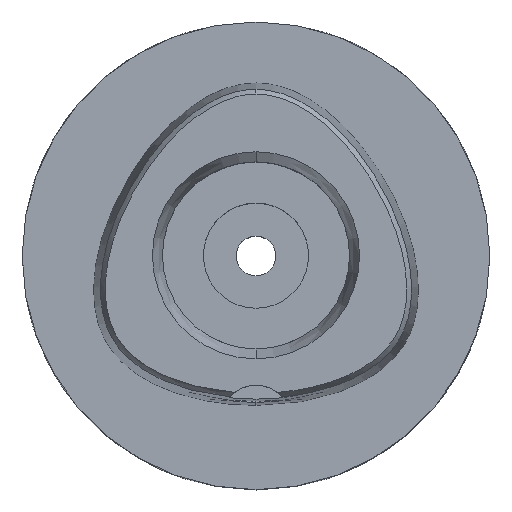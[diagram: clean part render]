
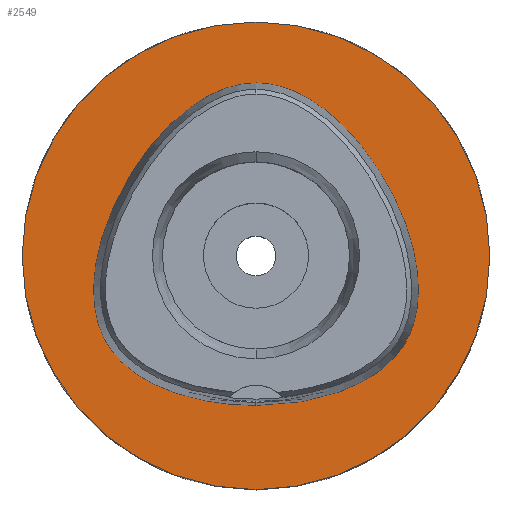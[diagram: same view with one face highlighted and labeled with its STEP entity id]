
A CAD part, top view. The second image highlights one B-rep face of the part: STEP entity #2549.
In plain terms, the highlighted planar face has unit normal (0, 0, 1).
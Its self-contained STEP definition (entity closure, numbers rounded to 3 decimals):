
#292=CARTESIAN_POINT('',(0.,0.,0.));
#293=DIRECTION('',(0.,0.,-1.));
#294=DIRECTION('',(0.,-1.,0.));
#295=AXIS2_PLACEMENT_3D('',#292,#293,#294);
#300=CARTESIAN_POINT('',(0.,0.,0.));
#301=DIRECTION('',(0.,0.,-1.));
#302=DIRECTION('',(0.,1.,0.));
#303=AXIS2_PLACEMENT_3D('',#300,#301,#302);
#308=CARTESIAN_POINT('',(0.,-25.575,0.));
#309=CARTESIAN_POINT('',(1.226,-25.575,0.));
#310=CARTESIAN_POINT('',(3.622,-25.484,
0.));
#311=CARTESIAN_POINT('',(7.094,-25.091,0.));
#312=CARTESIAN_POINT('',(10.293,-24.477,0.));
#313=CARTESIAN_POINT('',(13.168,-23.687,0.));
#314=CARTESIAN_POINT('',(15.697,-22.766,0.));
#315=CARTESIAN_POINT('',(17.889,-21.752,0.));
#316=CARTESIAN_POINT('',(19.771,-20.675,0.));
#317=CARTESIAN_POINT('',(21.375,-19.555,0.));
#318=CARTESIAN_POINT('',(22.734,-18.404,0.));
#319=CARTESIAN_POINT('',(23.882,-17.226,0.));
#320=CARTESIAN_POINT('',(24.838,-16.03,0.));
#321=CARTESIAN_POINT('',(25.634,-14.801,0.));
#322=CARTESIAN_POINT('',(26.301,-13.496,0.));
#323=CARTESIAN_POINT('',(26.86,-12.067,0.));
#324=CARTESIAN_POINT('',(27.305,-10.486,0.));
#325=CARTESIAN_POINT('',(27.622,-8.733,0.));
#326=CARTESIAN_POINT('',(27.791,-6.783,0.));
#327=CARTESIAN_POINT('',(27.782,-4.614,0.));
#328=CARTESIAN_POINT('',(27.564,-2.207,0.));
#329=CARTESIAN_POINT('',(27.096,0.447,0.));
#330=CARTESIAN_POINT('',(26.341,3.333,0.));
#331=CARTESIAN_POINT('',(25.272,6.415,0.));
#332=CARTESIAN_POINT('',(23.878,9.614,0.));
#333=CARTESIAN_POINT('',(22.178,12.827,0.));
#334=CARTESIAN_POINT('',(20.243,15.903,0.));
#335=CARTESIAN_POINT('',(18.169,18.705,0.));
#336=CARTESIAN_POINT('',(16.036,21.169,0.));
#337=CARTESIAN_POINT('',(13.914,23.261,0.));
#338=CARTESIAN_POINT('',(11.852,24.989,0.));
#339=CARTESIAN_POINT('',(9.878,26.378,0.));
#340=CARTESIAN_POINT('',(8.005,27.467,0.));
#341=CARTESIAN_POINT('',(6.233,28.294,0.));
#342=CARTESIAN_POINT('',(4.558,28.894,0.));
#343=CARTESIAN_POINT('',(2.966,29.297,0.));
#344=CARTESIAN_POINT('',(1.45,29.526,
0.));
#345=CARTESIAN_POINT('',(0.477,29.575,
0.));
#346=CARTESIAN_POINT('',(0.,29.575,
0.));
#351=CARTESIAN_POINT('',(0.,29.575,
0.));
#352=CARTESIAN_POINT('',(-0.477,29.575,0.));
#353=CARTESIAN_POINT('',(-1.45,29.526,
0.));
#354=CARTESIAN_POINT('',(-2.966,29.297,0.));
#355=CARTESIAN_POINT('',(-4.557,28.894,0.));
#356=CARTESIAN_POINT('',(-6.233,28.294,0.));
#357=CARTESIAN_POINT('',(-8.004,27.468,0.));
#358=CARTESIAN_POINT('',(-9.877,26.379,0.));
#359=CARTESIAN_POINT('',(-11.851,24.989,0.));
#360=CARTESIAN_POINT('',(-13.914,23.261,0.));
#361=CARTESIAN_POINT('',(-16.036,21.169,0.));
#362=CARTESIAN_POINT('',(-18.169,18.706,0.));
#363=CARTESIAN_POINT('',(-20.243,15.904,0.));
#364=CARTESIAN_POINT('',(-22.177,12.829,0.));
#365=CARTESIAN_POINT('',(-23.876,9.618,0.));
#366=CARTESIAN_POINT('',(-25.27,6.419,0.));
#367=CARTESIAN_POINT('',(-26.34,3.339,0.));
#368=CARTESIAN_POINT('',(-27.094,0.453,0.));
#369=CARTESIAN_POINT('',(-27.563,-2.199,0.));
#370=CARTESIAN_POINT('',(-27.782,-4.606,0.));
#371=CARTESIAN_POINT('',(-27.791,-6.776,0.));
#372=CARTESIAN_POINT('',(-27.623,-8.726,0.));
#373=CARTESIAN_POINT('',(-27.307,-10.48,0.));
#374=CARTESIAN_POINT('',(-26.862,-12.061,0.));
#375=CARTESIAN_POINT('',(-26.303,-13.49,0.));
#376=CARTESIAN_POINT('',(-25.636,-14.797,0.));
#377=CARTESIAN_POINT('',(-24.839,-16.028,0.));
#378=CARTESIAN_POINT('',(-23.884,-17.224,0.));
#379=CARTESIAN_POINT('',(-22.737,-18.401,0.));
#380=CARTESIAN_POINT('',(-21.378,-19.552,0.));
#381=CARTESIAN_POINT('',(-19.775,-20.672,0.));
#382=CARTESIAN_POINT('',(-17.894,-21.75,0.));
#383=CARTESIAN_POINT('',(-15.701,-22.764,0.));
#384=CARTESIAN_POINT('',(-13.171,-23.686,0.));
#385=CARTESIAN_POINT('',(-10.295,-24.476,0.));
#386=CARTESIAN_POINT('',(-7.096,-25.091,0.));
#387=CARTESIAN_POINT('',(-3.622,-25.484,
0.));
#388=CARTESIAN_POINT('',(-1.226,-25.575,0.));
#389=CARTESIAN_POINT('',(0.,-25.575,0.));
#1630=VERTEX_POINT('',#351);
#1631=VERTEX_POINT('',#389);
#1636=CARTESIAN_POINT('',(0.,-40.,0.));
#1637=CARTESIAN_POINT('',(0.,40.,0.));
#1638=VERTEX_POINT('',#1636);
#1639=VERTEX_POINT('',#1637);
#2533=CARTESIAN_POINT('',(0.,0.,0.));
#2534=DIRECTION('',(0.,0.,-1.));
#2535=DIRECTION('',(0.,-1.,0.));
#2536=AXIS2_PLACEMENT_3D('',#2533,#2534,#2535);
#2537=PLANE('',#2536);
#2539=ORIENTED_EDGE('',*,*,#2538,.T.);
#2541=ORIENTED_EDGE('',*,*,#2540,.T.);
#2542=EDGE_LOOP('',(#2539,#2541));
#2543=FACE_OUTER_BOUND('',#2542,.F.);
#2545=ORIENTED_EDGE('',*,*,#2544,.T.);
#2546=ORIENTED_EDGE('',*,*,#2516,.T.);
#2547=EDGE_LOOP('',(#2545,#2546));
#2548=FACE_BOUND('',#2547,.F.);
#296=CIRCLE('',#295,40.);
#304=CIRCLE('',#303,40.);
#347=B_SPLINE_CURVE_WITH_KNOTS('',3,(#308,#309,#310,#311,#312,#313,#314,#315,
#316,#317,#318,#319,#320,#321,#322,#323,#324,#325,#326,#327,#328,#329,#330,#331,
#332,#333,#334,#335,#336,#337,#338,#339,#340,#341,#342,#343,#344,#345,#346),
.UNSPECIFIED.,.F.,.F.,(4,1,1,1,1,1,1,1,1,1,1,1,1,1,1,1,1,1,1,1,1,1,1,1,1,1,1,1,
1,1,1,1,1,1,1,1,4),(0.,0.028,0.056,0.083,
0.111,0.139,0.167,0.194,
0.222,0.25,0.278,0.306,0.333,
0.361,0.389,0.417,0.444,
0.472,0.5,0.528,0.556,0.583,
0.611,0.639,0.667,0.694,
0.722,0.75,0.778,0.806,0.833,
0.861,0.889,0.917,0.944,
0.972,1.),.UNSPECIFIED.);
#390=B_SPLINE_CURVE_WITH_KNOTS('',3,(#351,#352,#353,#354,#355,#356,#357,#358,
#359,#360,#361,#362,#363,#364,#365,#366,#367,#368,#369,#370,#371,#372,#373,#374,
#375,#376,#377,#378,#379,#380,#381,#382,#383,#384,#385,#386,#387,#388,#389),
.UNSPECIFIED.,.F.,.F.,(4,1,1,1,1,1,1,1,1,1,1,1,1,1,1,1,1,1,1,1,1,1,1,1,1,1,1,1,
1,1,1,1,1,1,1,1,4),(0.,0.028,0.056,0.083,
0.111,0.139,0.167,0.194,
0.222,0.25,0.278,0.306,0.333,
0.361,0.389,0.417,0.444,
0.472,0.5,0.528,0.556,0.583,
0.611,0.639,0.667,0.694,
0.722,0.75,0.778,0.806,0.833,
0.861,0.889,0.917,0.944,
0.972,1.),.UNSPECIFIED.);
#2516=EDGE_CURVE('',#1630,#1631,#390,.T.);
#2538=EDGE_CURVE('',#1638,#1639,#296,.T.);
#2540=EDGE_CURVE('',#1639,#1638,#304,.T.);
#2544=EDGE_CURVE('',#1631,#1630,#347,.T.);
#2549=ADVANCED_FACE('',(#2543,#2548),#2537,.F.);
